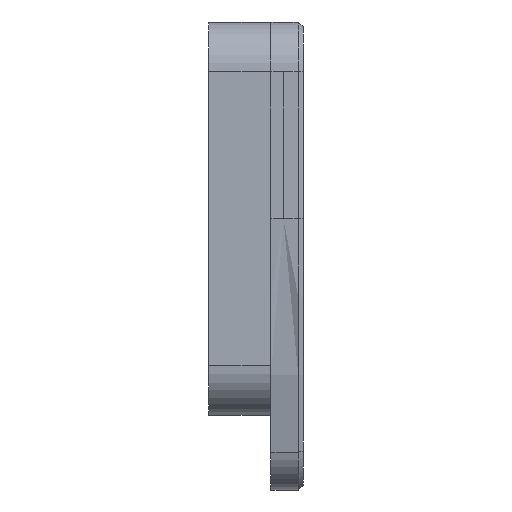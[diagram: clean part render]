
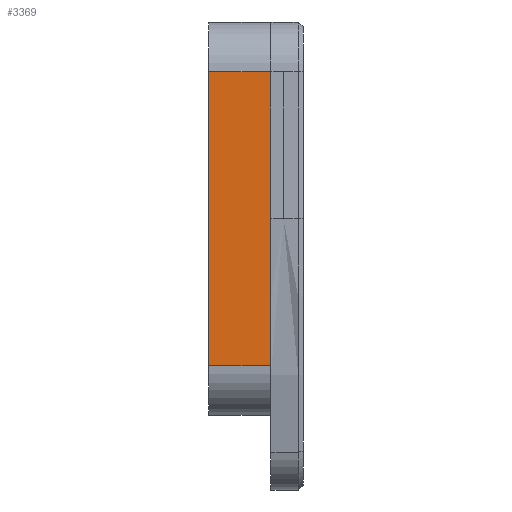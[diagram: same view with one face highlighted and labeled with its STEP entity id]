
A CAD part, front view. The second image highlights one B-rep face of the part: STEP entity #3369.
In plain terms, the highlighted planar face has unit normal (0, -1, 0).
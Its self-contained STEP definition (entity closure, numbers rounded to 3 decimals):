
#68=PLANE('',#3621);
#168=FACE_OUTER_BOUND('',#363,.T.);
#363=EDGE_LOOP('',(#2439,#2440,#2441,#2442,#2443));
#552=LINE('',#4906,#910);
#556=LINE('',#4915,#914);
#633=LINE('',#5183,#991);
#648=LINE('',#5219,#1006);
#649=LINE('',#5220,#1007);
#910=VECTOR('',#3888,10.);
#914=VECTOR('',#3896,10.);
#991=VECTOR('',#4089,10.);
#1006=VECTOR('',#4122,10.);
#1007=VECTOR('',#4123,10.);
#1420=VERTEX_POINT('',#4899);
#1423=VERTEX_POINT('',#4904);
#1426=VERTEX_POINT('',#4914);
#1559=VERTEX_POINT('',#5182);
#1571=VERTEX_POINT('',#5218);
#1758=EDGE_CURVE('',#1423,#1420,#552,.T.);
#1762=EDGE_CURVE('',#1420,#1426,#556,.T.);
#1896=EDGE_CURVE('',#1426,#1559,#633,.T.);
#1914=EDGE_CURVE('',#1571,#1423,#648,.T.);
#1915=EDGE_CURVE('',#1559,#1571,#649,.T.);
#2439=ORIENTED_EDGE('',*,*,#1758,.F.);
#2440=ORIENTED_EDGE('',*,*,#1914,.F.);
#2441=ORIENTED_EDGE('',*,*,#1915,.F.);
#2442=ORIENTED_EDGE('',*,*,#1896,.F.);
#2443=ORIENTED_EDGE('',*,*,#1762,.F.);
#3369=ADVANCED_FACE('',(#168),#68,.T.);
#3621=AXIS2_PLACEMENT_3D('',#5217,#4120,#4121);
#3888=DIRECTION('',(-1.,0.,0.));
#3896=DIRECTION('',(0.,0.,1.));
#4089=DIRECTION('',(1.,0.,0.));
#4120=DIRECTION('center_axis',(0.,-1.,0.));
#4121=DIRECTION('ref_axis',(0.,0.,1.));
#4122=DIRECTION('',(0.,0.,-1.));
#4123=DIRECTION('',(0.,0.,-1.));
#4899=CARTESIAN_POINT('',(100.035,-7.4,74.679));
#4904=CARTESIAN_POINT('',(106.035,-7.4,74.679));
#4906=CARTESIAN_POINT('',(106.035,-7.4,74.679));
#4914=CARTESIAN_POINT('',(100.035,-7.4,98.279));
#4915=CARTESIAN_POINT('',(100.035,-7.4,70.679));
#5182=CARTESIAN_POINT('',(106.035,-7.4,98.279));
#5183=CARTESIAN_POINT('',(104.235,-7.4,98.279));
#5217=CARTESIAN_POINT('Origin',(106.035,-7.4,99.779));
#5218=CARTESIAN_POINT('',(106.035,-7.4,86.479));
#5219=CARTESIAN_POINT('',(106.035,-7.4,78.579));
#5220=CARTESIAN_POINT('',(106.035,-7.4,78.579));
